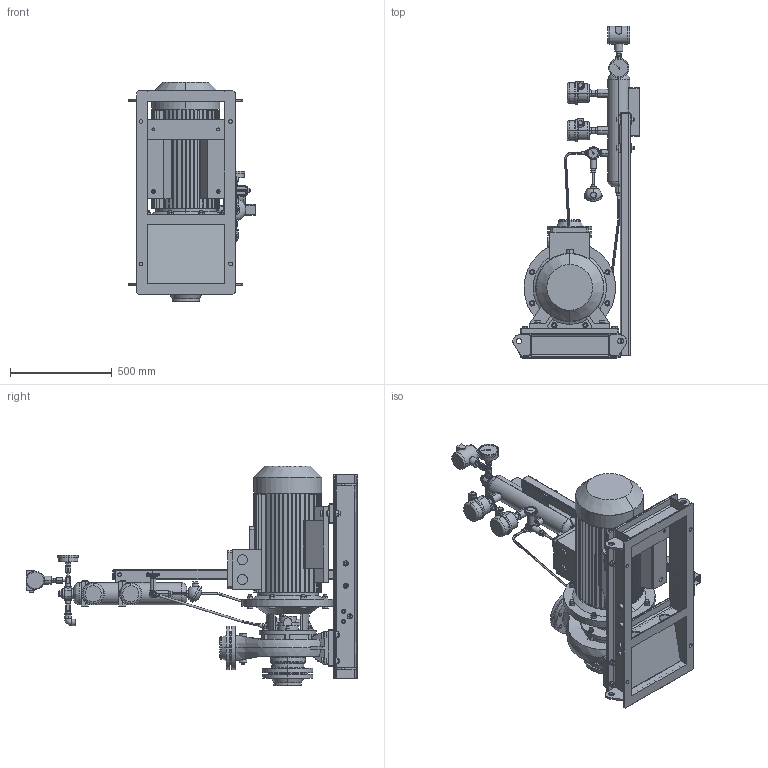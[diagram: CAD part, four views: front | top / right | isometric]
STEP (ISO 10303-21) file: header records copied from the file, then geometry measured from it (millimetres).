
FILE_DESCRIPTION (( 'STEP AP203' ), '1' );
FILE_NAME ('221-319-55Ò-ÐÑ2-19-02.step', '2023-07-26T17:45:15', ( 'adb' ), ( '' ), 'SwSTEP 2.0', 'SolidWorks 2016', '' );
FILE_SCHEMA (( 'CONFIG_CONTROL_DESIGN' ));
Products named in the file (1): 221-319-55Ò-ÐÑ2-19-02
Bounding box: 620.8 x 1630.5 x 1081 mm (x, y, z)
Volume: 91503461.9 mm3; surface area: 6976255.6 mm2
Topology: 32 solids, 51 shells, 3317 faces, 8401 edges, 5415 vertices
Faces by surface type: plane 1707, cylinder 1204, cone 296, torus 63, bspline 37, sphere 10
Entity records: 115196 total; most frequent: CARTESIAN_POINT 34299, DIRECTION 17038, ORIENTED_EDGE 16770, EDGE_CURVE 8385, AXIS2_PLACEMENT_3D 6429, VERTEX_POINT 5409, LINE 4180, VECTOR 4180
